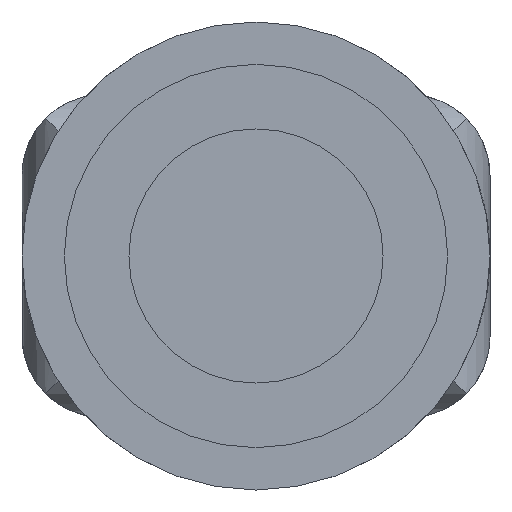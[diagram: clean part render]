
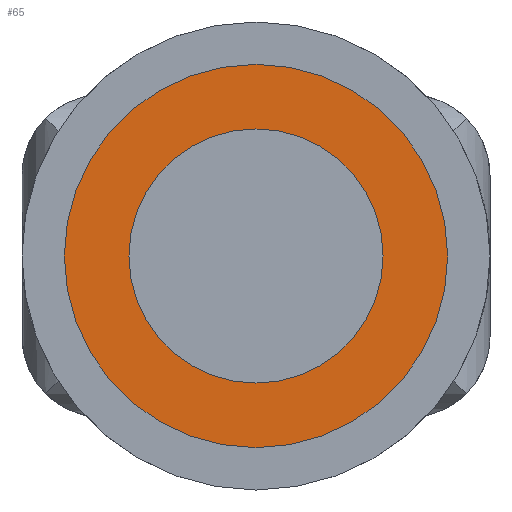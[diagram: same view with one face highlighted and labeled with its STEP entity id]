
A CAD part, left-side view. The second image highlights one B-rep face of the part: STEP entity #65.
In plain terms, the highlighted planar face has unit normal (-1, 0, 0).
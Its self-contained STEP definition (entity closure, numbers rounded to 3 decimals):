
#65=ADVANCED_FACE('',(#107,#108),#109,.T.);
#107=FACE_BOUND('',#153,.T.);
#108=FACE_OUTER_BOUND('',#154,.T.);
#109=PLANE('',#155);
#153=EDGE_LOOP('',(#330,#331));
#154=EDGE_LOOP('',(#332,#333));
#155=AXIS2_PLACEMENT_3D('',#334,#335,#336);
#330=ORIENTED_EDGE('',*,*,#366,.T.);
#331=ORIENTED_EDGE('',*,*,#367,.T.);
#332=ORIENTED_EDGE('',*,*,#352,.F.);
#333=ORIENTED_EDGE('',*,*,#411,.F.);
#334=CARTESIAN_POINT('',(0.0,2.375,0.0));
#335=DIRECTION('',(-1.0,0.0,0.0));
#336=DIRECTION('',(0.0,-1.0,0.0));
#352=EDGE_CURVE('',#413,#416,#417,.T.);
#366=EDGE_CURVE('',#438,#442,#444,.T.);
#367=EDGE_CURVE('',#442,#438,#445,.T.);
#411=EDGE_CURVE('',#416,#413,#517,.T.);
#413=VERTEX_POINT('',#519);
#416=VERTEX_POINT('',#523);
#417=CIRCLE('',#524,4.75);
#438=VERTEX_POINT('',#580);
#442=VERTEX_POINT('',#585);
#444=CIRCLE('',#588,3.15);
#445=CIRCLE('',#589,3.15);
#517=CIRCLE('',#701,4.75);
#519=CARTESIAN_POINT('',(0.0,4.75,0.0));
#523=CARTESIAN_POINT('',(0.0,-4.75,0.));
#524=AXIS2_PLACEMENT_3D('',#704,#705,#706);
#580=CARTESIAN_POINT('',(0.0,0.0,-3.15));
#585=CARTESIAN_POINT('',(0.0,0.,3.15));
#588=AXIS2_PLACEMENT_3D('',#726,#727,#728);
#589=AXIS2_PLACEMENT_3D('',#729,#730,#731);
#701=AXIS2_PLACEMENT_3D('',#835,#836,#837);
#704=CARTESIAN_POINT('',(0.0,0.0,0.0));
#705=DIRECTION('',(1.0,0.0,0.0));
#706=DIRECTION('',(0.0,1.0,0.0));
#726=CARTESIAN_POINT('',(0.0,0.0,0.0));
#727=DIRECTION('',(1.0,-0.0,0.0));
#728=DIRECTION('',(0.0,0.0,-1.0));
#729=CARTESIAN_POINT('',(0.0,0.0,0.0));
#730=DIRECTION('',(1.0,-0.0,0.0));
#731=DIRECTION('',(0.0,0.0,-1.0));
#835=CARTESIAN_POINT('',(0.0,0.0,0.0));
#836=DIRECTION('',(1.0,0.0,0.0));
#837=DIRECTION('',(0.0,1.0,0.0));
